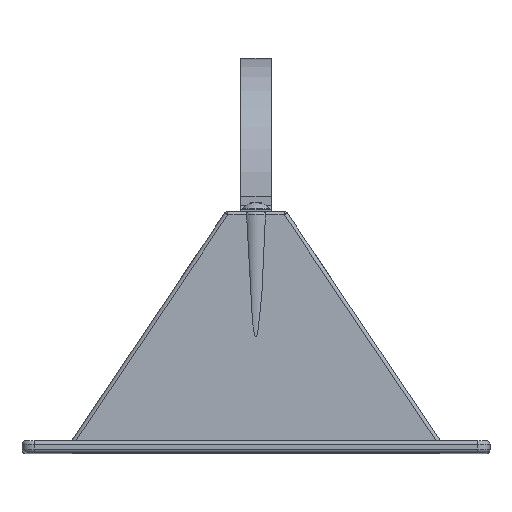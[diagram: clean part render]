
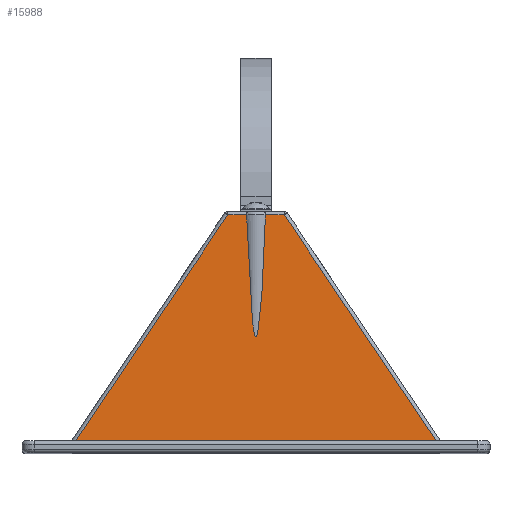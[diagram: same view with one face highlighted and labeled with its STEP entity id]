
A CAD part, top view. The second image highlights one B-rep face of the part: STEP entity #15988.
In plain terms, the highlighted planar face has unit normal (0, 0.031, 1).
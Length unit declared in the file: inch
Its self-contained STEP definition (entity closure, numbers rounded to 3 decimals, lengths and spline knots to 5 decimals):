
#1741=CARTESIAN_POINT('',(-0.15627,3.74,2.75188));
#1742=VERTEX_POINT('',#1741);
#1743=CARTESIAN_POINT('',(0.15627,3.74,2.75188));
#1744=VERTEX_POINT('',#1743);
#1745=CARTESIAN_POINT('',(0.,8.92,2.59));
#1746=DIRECTION('',(0.,0.031,1.));
#1747=DIRECTION('',(0.,-1.,0.031));
#1748=AXIS2_PLACEMENT_3D('',#1745,#1746,#1747);
#1749=ELLIPSE('',#1748,7.20351,0.225);
#1750=EDGE_CURVE('',#1742,#1744,#1749,.T.);
#7376=CARTESIAN_POINT('',(2.9821,0.0,2.86875));
#7377=VERTEX_POINT('',#7376);
#7385=CARTESIAN_POINT('',(-2.9821,0.0,2.86875));
#7386=VERTEX_POINT('',#7385);
#7387=CARTESIAN_POINT('',(-2.9821,0.0,2.86875));
#7388=DIRECTION('',(1.0,0.0,0.0));
#7389=VECTOR('',#7388,5.9642);
#7390=LINE('',#7387,#7389);
#7391=EDGE_CURVE('',#7386,#7377,#7390,.T.);
#15933=CARTESIAN_POINT('',(0.,4.54419,2.72674));
#15934=DIRECTION('',(0.,-0.031,-1.));
#15935=DIRECTION('',(-1.0,0.0,0.0));
#15936=AXIS2_PLACEMENT_3D('',#15933,#15934,#15935);
#15937=PLANE('',#15936);
#15938=ORIENTED_EDGE('',*,*,#7391,.T.);
#15939=CARTESIAN_POINT('',(0.46803,3.74187,2.75182));
#15940=VERTEX_POINT('',#15939);
#15941=CARTESIAN_POINT('',(2.9821,0.0,2.86875));
#15942=DIRECTION('',(-0.558,0.83,-0.026));
#15943=VECTOR('',#15942,4.50953);
#15944=LINE('',#15941,#15943);
#15945=EDGE_CURVE('',#7377,#15940,#15944,.T.);
#15946=ORIENTED_EDGE('',*,*,#15945,.T.);
#15947=CARTESIAN_POINT('',(0.15629,3.74187,2.75182));
#15948=VERTEX_POINT('',#15947);
#15949=CARTESIAN_POINT('',(0.46803,3.74187,2.75182));
#15950=DIRECTION('',(-1.0,0.0,0.0));
#15951=VECTOR('',#15950,0.31174);
#15952=LINE('',#15949,#15951);
#15953=EDGE_CURVE('',#15940,#15948,#15952,.T.);
#15954=ORIENTED_EDGE('',*,*,#15953,.T.);
#15955=CARTESIAN_POINT('',(0.12154,3.74075,2.75185));
#15956=DIRECTION('',(0.,-0.031,-1.));
#15957=DIRECTION('',(0.085,0.996,-0.031));
#15958=AXIS2_PLACEMENT_3D('',#15955,#15956,#15957);
#15959=ELLIPSE('',#15958,0.03809,0.03473);
#15960=EDGE_CURVE('',#15948,#1744,#15959,.T.);
#15961=ORIENTED_EDGE('',*,*,#15960,.T.);
#15962=ORIENTED_EDGE('',*,*,#1750,.F.);
#15963=CARTESIAN_POINT('',(-0.15629,3.74187,2.75182));
#15964=VERTEX_POINT('',#15963);
#15965=CARTESIAN_POINT('',(-0.12154,3.74075,2.75185));
#15966=DIRECTION('',(0.,-0.031,-1.));
#15967=DIRECTION('',(-0.085,0.996,-0.031));
#15968=AXIS2_PLACEMENT_3D('',#15965,#15966,#15967);
#15969=ELLIPSE('',#15968,0.03809,0.03473);
#15970=EDGE_CURVE('',#1742,#15964,#15969,.T.);
#15971=ORIENTED_EDGE('',*,*,#15970,.T.);
#15972=CARTESIAN_POINT('',(-0.46803,3.74187,2.75182));
#15973=VERTEX_POINT('',#15972);
#15974=CARTESIAN_POINT('',(-0.15629,3.74187,2.75182));
#15975=DIRECTION('',(-1.0,0.0,0.0));
#15976=VECTOR('',#15975,0.31174);
#15977=LINE('',#15974,#15976);
#15978=EDGE_CURVE('',#15964,#15973,#15977,.T.);
#15979=ORIENTED_EDGE('',*,*,#15978,.T.);
#15980=CARTESIAN_POINT('',(-0.46803,3.74187,2.75182));
#15981=DIRECTION('',(-0.558,-0.83,0.026));
#15982=VECTOR('',#15981,4.50953);
#15983=LINE('',#15980,#15982);
#15984=EDGE_CURVE('',#15973,#7386,#15983,.T.);
#15985=ORIENTED_EDGE('',*,*,#15984,.T.);
#15986=EDGE_LOOP('',(#15938,#15946,#15954,#15961,#15962,#15971,#15979,#15985));
#15987=FACE_OUTER_BOUND('',#15986,.T.);
#15988=ADVANCED_FACE('',(#15987),#15937,.F.);
